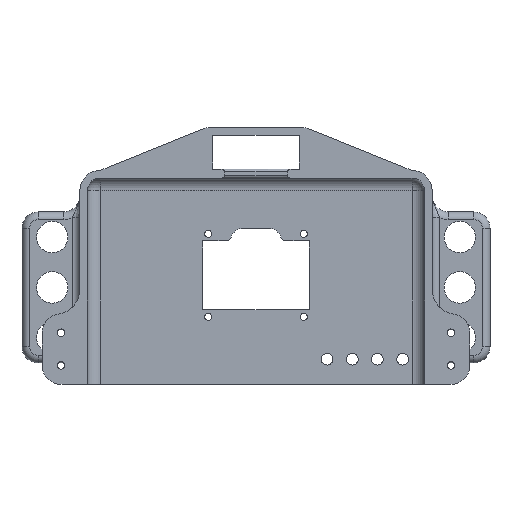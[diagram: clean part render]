
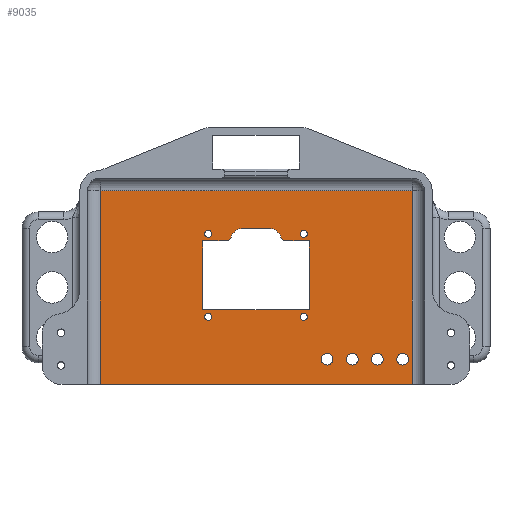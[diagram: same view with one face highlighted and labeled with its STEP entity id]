
A CAD part, front view. The second image highlights one B-rep face of the part: STEP entity #9035.
In plain terms, the highlighted planar face has unit normal (0, -1, 0).
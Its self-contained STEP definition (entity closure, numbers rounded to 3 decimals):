
#83=FACE_BOUND('',#3484,.T.);
#84=FACE_BOUND('',#3485,.T.);
#85=FACE_BOUND('',#3486,.T.);
#86=FACE_BOUND('',#3487,.T.);
#87=FACE_BOUND('',#3488,.T.);
#88=FACE_BOUND('',#3489,.T.);
#89=FACE_BOUND('',#3490,.T.);
#90=FACE_BOUND('',#3491,.T.);
#91=FACE_BOUND('',#3492,.T.);
#302=PLANE('',#9593);
#568=LINE('',#13387,#1359);
#1080=LINE('',#16451,#1871);
#1081=LINE('',#16453,#1872);
#1082=LINE('',#16454,#1873);
#1083=LINE('',#16462,#1874);
#1084=LINE('',#16464,#1875);
#1085=LINE('',#16466,#1876);
#1086=LINE('',#16468,#1877);
#1087=LINE('',#16470,#1878);
#1088=LINE('',#16475,#1879);
#1359=VECTOR('',#10471,10.);
#1871=VECTOR('',#11423,10.);
#1872=VECTOR('',#11424,10.);
#1873=VECTOR('',#11425,10.);
#1874=VECTOR('',#11432,10.);
#1875=VECTOR('',#11433,10.);
#1876=VECTOR('',#11434,10.);
#1877=VECTOR('',#11435,10.);
#1878=VECTOR('',#11436,10.);
#1879=VECTOR('',#11441,10.);
#2929=FACE_OUTER_BOUND('',#3483,.T.);
#3483=EDGE_LOOP('',(#8421,#8422,#8423,#8424));
#3484=EDGE_LOOP('',(#8425));
#3485=EDGE_LOOP('',(#8426));
#3486=EDGE_LOOP('',(#8427));
#3487=EDGE_LOOP('',(#8428));
#3488=EDGE_LOOP('',(#8429));
#3489=EDGE_LOOP('',(#8430));
#3490=EDGE_LOOP('',(#8431));
#3491=EDGE_LOOP('',(#8432,#8433,#8434,#8435,#8436,#8437,#8438,#8439,#8440,
#8441));
#3492=EDGE_LOOP('',(#8442));
#3656=CIRCLE('',#9308,2.335);
#3657=CIRCLE('',#9310,2.335);
#3658=CIRCLE('',#9312,2.335);
#3659=CIRCLE('',#9314,2.335);
#3709=CIRCLE('',#9590,2.);
#3710=CIRCLE('',#9592,5.);
#3711=CIRCLE('',#9594,1.4);
#3712=CIRCLE('',#9595,1.4);
#3713=CIRCLE('',#9596,1.4);
#3714=CIRCLE('',#9597,2.);
#3715=CIRCLE('',#9598,5.);
#3716=CIRCLE('',#9599,1.4);
#4142=VERTEX_POINT('',#12959);
#4143=VERTEX_POINT('',#12963);
#4144=VERTEX_POINT('',#12967);
#4145=VERTEX_POINT('',#12971);
#4175=VERTEX_POINT('',#13383);
#4176=VERTEX_POINT('',#13385);
#4559=VERTEX_POINT('',#16440);
#4560=VERTEX_POINT('',#16441);
#4561=VERTEX_POINT('',#16446);
#4562=VERTEX_POINT('',#16450);
#4563=VERTEX_POINT('',#16452);
#4564=VERTEX_POINT('',#16455);
#4565=VERTEX_POINT('',#16457);
#4566=VERTEX_POINT('',#16459);
#4567=VERTEX_POINT('',#16461);
#4568=VERTEX_POINT('',#16463);
#4569=VERTEX_POINT('',#16465);
#4570=VERTEX_POINT('',#16467);
#4571=VERTEX_POINT('',#16469);
#4572=VERTEX_POINT('',#16471);
#4573=VERTEX_POINT('',#16473);
#4574=VERTEX_POINT('',#16476);
#5087=EDGE_CURVE('',#4142,#4142,#3656,.T.);
#5089=EDGE_CURVE('',#4143,#4143,#3657,.T.);
#5091=EDGE_CURVE('',#4144,#4144,#3658,.T.);
#5093=EDGE_CURVE('',#4145,#4145,#3659,.T.);
#5155=EDGE_CURVE('',#4176,#4175,#568,.T.);
#5859=EDGE_CURVE('',#4559,#4560,#3709,.T.);
#5862=EDGE_CURVE('',#4561,#4560,#3710,.T.);
#5864=EDGE_CURVE('',#4562,#4175,#1080,.T.);
#5865=EDGE_CURVE('',#4563,#4176,#1081,.T.);
#5866=EDGE_CURVE('',#4562,#4563,#1082,.T.);
#5867=EDGE_CURVE('',#4564,#4564,#3711,.T.);
#5868=EDGE_CURVE('',#4565,#4565,#3712,.T.);
#5869=EDGE_CURVE('',#4566,#4566,#3713,.T.);
#5870=EDGE_CURVE('',#4559,#4567,#1083,.T.);
#5871=EDGE_CURVE('',#4567,#4568,#1084,.T.);
#5872=EDGE_CURVE('',#4568,#4569,#1085,.T.);
#5873=EDGE_CURVE('',#4569,#4570,#1086,.T.);
#5874=EDGE_CURVE('',#4570,#4571,#1087,.T.);
#5875=EDGE_CURVE('',#4572,#4571,#3714,.T.);
#5876=EDGE_CURVE('',#4572,#4573,#3715,.T.);
#5877=EDGE_CURVE('',#4573,#4561,#1088,.T.);
#5878=EDGE_CURVE('',#4574,#4574,#3716,.T.);
#8421=ORIENTED_EDGE('',*,*,#5864,.T.);
#8422=ORIENTED_EDGE('',*,*,#5155,.F.);
#8423=ORIENTED_EDGE('',*,*,#5865,.F.);
#8424=ORIENTED_EDGE('',*,*,#5866,.F.);
#8425=ORIENTED_EDGE('',*,*,#5087,.T.);
#8426=ORIENTED_EDGE('',*,*,#5089,.T.);
#8427=ORIENTED_EDGE('',*,*,#5091,.T.);
#8428=ORIENTED_EDGE('',*,*,#5093,.T.);
#8429=ORIENTED_EDGE('',*,*,#5867,.T.);
#8430=ORIENTED_EDGE('',*,*,#5868,.T.);
#8431=ORIENTED_EDGE('',*,*,#5869,.T.);
#8432=ORIENTED_EDGE('',*,*,#5859,.F.);
#8433=ORIENTED_EDGE('',*,*,#5870,.T.);
#8434=ORIENTED_EDGE('',*,*,#5871,.T.);
#8435=ORIENTED_EDGE('',*,*,#5872,.T.);
#8436=ORIENTED_EDGE('',*,*,#5873,.T.);
#8437=ORIENTED_EDGE('',*,*,#5874,.T.);
#8438=ORIENTED_EDGE('',*,*,#5875,.F.);
#8439=ORIENTED_EDGE('',*,*,#5876,.T.);
#8440=ORIENTED_EDGE('',*,*,#5877,.T.);
#8441=ORIENTED_EDGE('',*,*,#5862,.T.);
#8442=ORIENTED_EDGE('',*,*,#5878,.T.);
#9035=ADVANCED_FACE('',(#2929,#83,#84,#85,#86,#87,#88,#89,#90,#91),#302,
 .T.);
#9308=AXIS2_PLACEMENT_3D('',#12961,#10312,#10313);
#9310=AXIS2_PLACEMENT_3D('',#12965,#10317,#10318);
#9312=AXIS2_PLACEMENT_3D('',#12969,#10322,#10323);
#9314=AXIS2_PLACEMENT_3D('',#12973,#10327,#10328);
#9590=AXIS2_PLACEMENT_3D('',#16442,#11412,#11413);
#9592=AXIS2_PLACEMENT_3D('',#16447,#11418,#11419);
#9593=AXIS2_PLACEMENT_3D('',#16449,#11421,#11422);
#9594=AXIS2_PLACEMENT_3D('',#16456,#11426,#11427);
#9595=AXIS2_PLACEMENT_3D('',#16458,#11428,#11429);
#9596=AXIS2_PLACEMENT_3D('',#16460,#11430,#11431);
#9597=AXIS2_PLACEMENT_3D('',#16472,#11437,#11438);
#9598=AXIS2_PLACEMENT_3D('',#16474,#11439,#11440);
#9599=AXIS2_PLACEMENT_3D('',#16477,#11442,#11443);
#10312=DIRECTION('center_axis',(0.,1.,0.));
#10313=DIRECTION('ref_axis',(1.,0.,0.));
#10317=DIRECTION('center_axis',(0.,1.,0.));
#10318=DIRECTION('ref_axis',(1.,0.,0.));
#10322=DIRECTION('center_axis',(0.,1.,0.));
#10323=DIRECTION('ref_axis',(1.,0.,0.));
#10327=DIRECTION('center_axis',(0.,1.,0.));
#10328=DIRECTION('ref_axis',(1.,0.,0.));
#10471=DIRECTION('',(1.,0.,0.));
#11412=DIRECTION('center_axis',(0.,1.,0.));
#11413=DIRECTION('ref_axis',(-0.598,0.,-0.802));
#11418=DIRECTION('center_axis',(0.,1.,0.));
#11419=DIRECTION('ref_axis',(0.,0.,1.));
#11421=DIRECTION('center_axis',(0.,-1.,0.));
#11422=DIRECTION('ref_axis',(1.,0.,0.));
#11423=DIRECTION('',(0.,0.,1.));
#11424=DIRECTION('',(0.,0.,1.));
#11425=DIRECTION('',(-1.,0.,0.));
#11426=DIRECTION('center_axis',(0.,1.,0.));
#11427=DIRECTION('ref_axis',(1.,0.,0.));
#11428=DIRECTION('center_axis',(0.,1.,0.));
#11429=DIRECTION('ref_axis',(1.,0.,0.));
#11430=DIRECTION('center_axis',(0.,1.,0.));
#11431=DIRECTION('ref_axis',(1.,0.,0.));
#11432=DIRECTION('',(1.,0.,0.));
#11433=DIRECTION('',(0.,0.,-1.));
#11434=DIRECTION('',(-1.,0.,0.));
#11435=DIRECTION('',(0.,0.,1.));
#11436=DIRECTION('',(1.,0.,0.));
#11437=DIRECTION('center_axis',(0.,1.,0.));
#11438=DIRECTION('ref_axis',(0.598,0.,-0.802));
#11439=DIRECTION('center_axis',(0.,1.,0.));
#11440=DIRECTION('ref_axis',(0.,0.,-1.));
#11441=DIRECTION('',(1.,0.,0.));
#11442=DIRECTION('center_axis',(0.,1.,0.));
#11443=DIRECTION('ref_axis',(1.,0.,0.));
#12959=CARTESIAN_POINT('',(25.915,15.,-28.5));
#12961=CARTESIAN_POINT('Origin',(28.25,15.,-28.5));
#12963=CARTESIAN_POINT('',(55.915,15.,-28.5));
#12965=CARTESIAN_POINT('Origin',(58.25,15.,-28.5));
#12967=CARTESIAN_POINT('',(35.915,15.,-28.5));
#12969=CARTESIAN_POINT('Origin',(38.25,15.,-28.5));
#12971=CARTESIAN_POINT('',(45.915,15.,-28.5));
#12973=CARTESIAN_POINT('Origin',(48.25,15.,-28.5));
#13383=CARTESIAN_POINT('',(62.,15.,38.5));
#13385=CARTESIAN_POINT('',(-62.,15.,38.5));
#13387=CARTESIAN_POINT('',(-67.,15.,38.5));
#16440=CARTESIAN_POINT('',(11.833,15.,18.5));
#16441=CARTESIAN_POINT('',(9.917,15.,19.929));
#16442=CARTESIAN_POINT('Origin',(11.833,15.,20.5));
#16446=CARTESIAN_POINT('',(5.125,15.,23.5));
#16447=CARTESIAN_POINT('Origin',(5.125,15.,18.5));
#16449=CARTESIAN_POINT('Origin',(-62.,15.,0.));
#16450=CARTESIAN_POINT('',(62.,15.,-38.5));
#16451=CARTESIAN_POINT('',(62.,15.,0.));
#16452=CARTESIAN_POINT('',(-62.,15.,-38.5));
#16453=CARTESIAN_POINT('',(-62.,15.,0.));
#16454=CARTESIAN_POINT('',(-67.,15.,-38.5));
#16455=CARTESIAN_POINT('',(-20.375,15.,21.3));
#16456=CARTESIAN_POINT('Origin',(-18.975,15.,21.3));
#16457=CARTESIAN_POINT('',(17.575,15.,21.3));
#16458=CARTESIAN_POINT('Origin',(18.975,15.,21.3));
#16459=CARTESIAN_POINT('',(17.575,15.,-11.7));
#16460=CARTESIAN_POINT('Origin',(18.975,15.,-11.7));
#16461=CARTESIAN_POINT('',(21.25,15.,18.5));
#16462=CARTESIAN_POINT('',(-20.375,15.,18.5));
#16463=CARTESIAN_POINT('',(21.25,15.,-8.9));
#16464=CARTESIAN_POINT('',(21.25,15.,-4.45));
#16465=CARTESIAN_POINT('',(-21.25,15.,-8.9));
#16466=CARTESIAN_POINT('',(-41.625,15.,-8.9));
#16467=CARTESIAN_POINT('',(-21.25,15.,18.5));
#16468=CARTESIAN_POINT('',(-21.25,15.,9.25));
#16469=CARTESIAN_POINT('',(-11.833,15.,18.5));
#16470=CARTESIAN_POINT('',(-36.063,15.,18.5));
#16471=CARTESIAN_POINT('',(-9.917,15.,19.929));
#16472=CARTESIAN_POINT('Origin',(-11.833,15.,20.5));
#16473=CARTESIAN_POINT('',(-5.125,15.,23.5));
#16474=CARTESIAN_POINT('Origin',(-5.125,15.,18.5));
#16475=CARTESIAN_POINT('',(-28.438,15.,23.5));
#16476=CARTESIAN_POINT('',(-20.375,15.,-11.7));
#16477=CARTESIAN_POINT('Origin',(-18.975,15.,-11.7));
